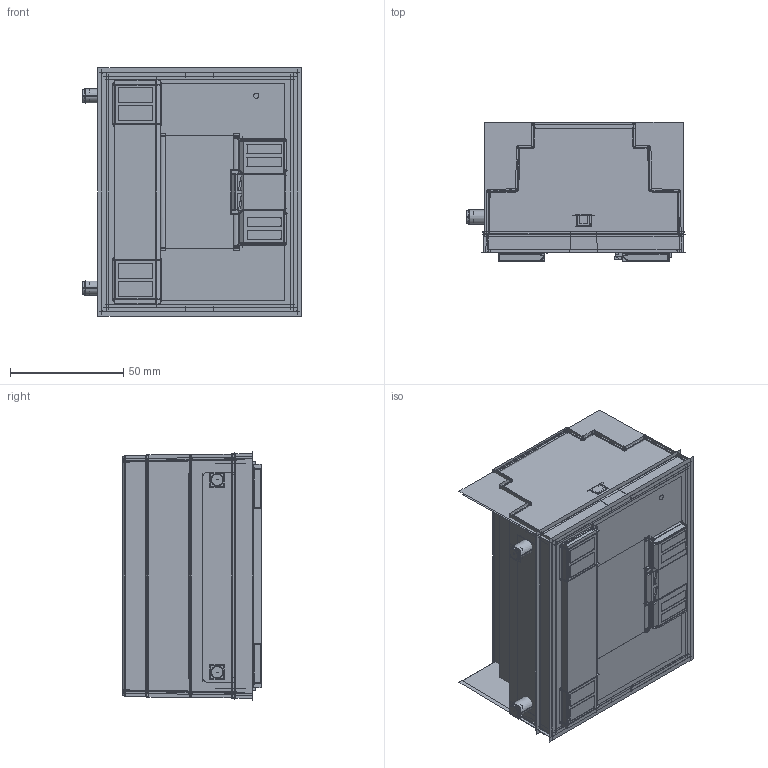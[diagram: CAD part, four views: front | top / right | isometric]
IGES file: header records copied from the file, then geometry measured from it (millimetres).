
Start section:  PTC IGES file: 190033.igs
Global section: file name: 190033.igs; native system: Creo Parametric by PTC Inc.; preprocessor: 2019292; author: PDMAdmin; organization: Unknown; date: 20211027.153757; units: millimetre
Bounding box: 96.49 x 61.51 x 109.49 mm (x, y, z)
Volume: 87987.9 mm3; surface area: 868843.6 mm2
Topology: 12 solids, 12 shells, 3438 faces, 16812 edges, 20915 vertices
Faces by surface type: bspline 2068, revolution 1370
